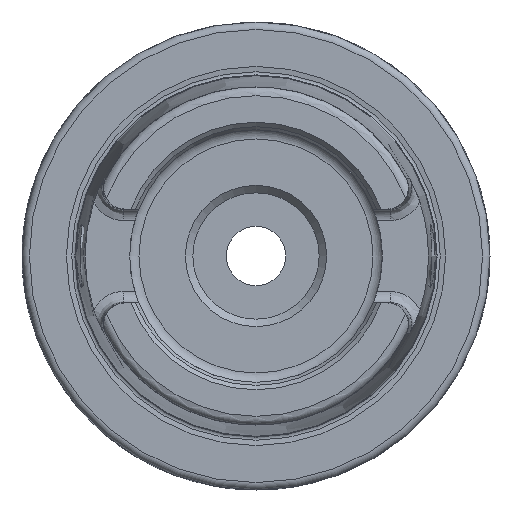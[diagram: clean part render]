
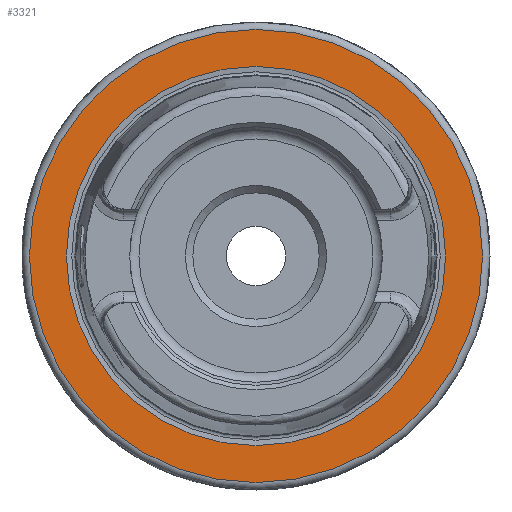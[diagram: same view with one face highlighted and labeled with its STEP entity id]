
A CAD part, left-side view. The second image highlights one B-rep face of the part: STEP entity #3321.
In plain terms, the highlighted planar face has unit normal (-1, 0, 0).
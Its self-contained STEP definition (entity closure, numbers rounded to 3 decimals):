
#67=FACE_BOUND('',#531,.T.);
#122=PLANE('',#3651);
#343=FACE_OUTER_BOUND('',#530,.T.);
#530=EDGE_LOOP('',(#2882,#2883));
#531=EDGE_LOOP('',(#2884,#2885));
#861=CIRCLE('',#3649,25.521);
#862=CIRCLE('',#3650,25.521);
#863=CIRCLE('',#3652,30.5);
#864=CIRCLE('',#3653,30.5);
#1503=VERTEX_POINT('',#7145);
#1504=VERTEX_POINT('',#7147);
#1505=VERTEX_POINT('',#7151);
#1506=VERTEX_POINT('',#7152);
#1985=EDGE_CURVE('',#1504,#1503,#861,.T.);
#1986=EDGE_CURVE('',#1503,#1504,#862,.T.);
#1987=EDGE_CURVE('',#1505,#1506,#863,.T.);
#1988=EDGE_CURVE('',#1506,#1505,#864,.T.);
#2882=ORIENTED_EDGE('',*,*,#1987,.F.);
#2883=ORIENTED_EDGE('',*,*,#1988,.F.);
#2884=ORIENTED_EDGE('',*,*,#1985,.T.);
#2885=ORIENTED_EDGE('',*,*,#1986,.T.);
#3321=ADVANCED_FACE('',(#343,#67),#122,.T.);
#3649=AXIS2_PLACEMENT_3D('',#7148,#4383,#4384);
#3650=AXIS2_PLACEMENT_3D('',#7149,#4385,#4386);
#3651=AXIS2_PLACEMENT_3D('',#7150,#4387,#4388);
#3652=AXIS2_PLACEMENT_3D('',#7153,#4389,#4390);
#3653=AXIS2_PLACEMENT_3D('',#7154,#4391,#4392);
#4383=DIRECTION('center_axis',(1.,0.,0.));
#4384=DIRECTION('ref_axis',(0.,0.,-1.));
#4385=DIRECTION('center_axis',(1.,0.,0.));
#4386=DIRECTION('ref_axis',(0.,0.,-1.));
#4387=DIRECTION('center_axis',(-1.,0.,0.));
#4388=DIRECTION('ref_axis',(0.,0.,1.));
#4389=DIRECTION('center_axis',(1.,0.,0.));
#4390=DIRECTION('ref_axis',(0.,0.,-1.));
#4391=DIRECTION('center_axis',(1.,0.,0.));
#4392=DIRECTION('ref_axis',(0.,0.,-1.));
#7145=CARTESIAN_POINT('',(0.,-25.521,0.));
#7147=CARTESIAN_POINT('',(0.,25.521,0.));
#7148=CARTESIAN_POINT('Origin',(0.,0.,
0.));
#7149=CARTESIAN_POINT('Origin',(0.,0.,
0.));
#7150=CARTESIAN_POINT('Origin',(0.,30.5,0.));
#7151=CARTESIAN_POINT('',(0.,30.5,0.));
#7152=CARTESIAN_POINT('',(0.,0.,30.5));
#7153=CARTESIAN_POINT('Origin',(0.,0.,
0.));
#7154=CARTESIAN_POINT('Origin',(0.,0.,
0.));
